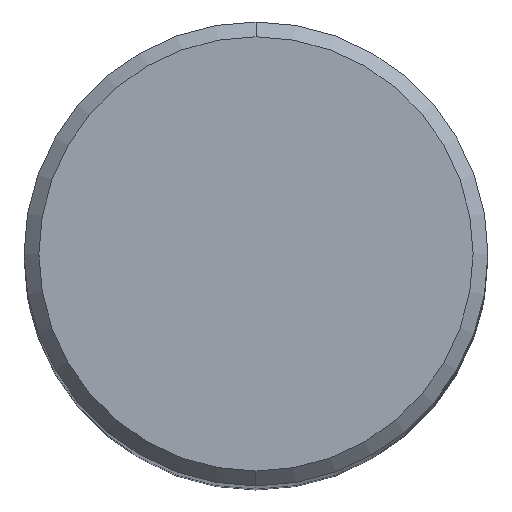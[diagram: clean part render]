
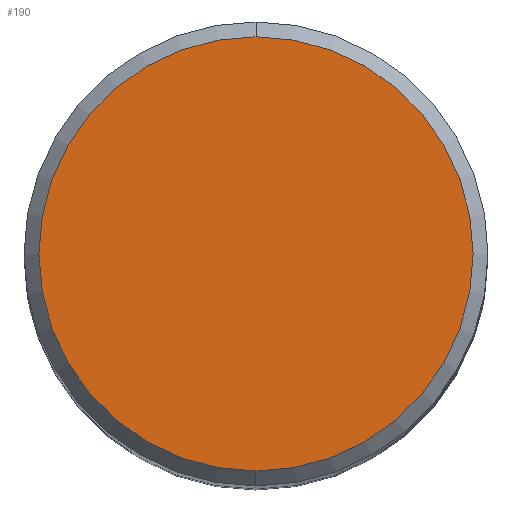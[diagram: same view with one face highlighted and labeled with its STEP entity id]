
A CAD part, top view. The second image highlights one B-rep face of the part: STEP entity #190.
In plain terms, the highlighted planar face has unit normal (0, 0, 1).
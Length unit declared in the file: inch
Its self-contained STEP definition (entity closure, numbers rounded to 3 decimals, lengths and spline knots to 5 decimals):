
#8 = DIRECTION ( 'NONE',  ( 0., 0., 1. ) ) ;
#20 = ORIENTED_EDGE ( 'NONE', *, *, #152, .T. ) ;
#23 = AXIS2_PLACEMENT_3D ( 'NONE', #89, #91, #223 ) ;
#80 = CIRCLE ( 'NONE', #407, 0.2925 ) ;
#89 = CARTESIAN_POINT ( 'NONE',  ( 0., 0., 0. ) ) ;
#91 = DIRECTION ( 'NONE',  ( 0., 0., 1. ) ) ;
#105 = DIRECTION ( 'NONE',  ( 0., 1., 0. ) ) ;
#130 = VERTEX_POINT ( 'NONE', #191 ) ;
#141 = DIRECTION ( 'NONE',  ( 0., -1., 0. ) ) ;
#152 = EDGE_CURVE ( 'NONE', #248, #130, #80, .T. ) ;
#153 = ORIENTED_EDGE ( 'NONE', *, *, #384, .T. ) ;
#158 = DIRECTION ( 'NONE',  ( 0., 0., -1. ) ) ;
#190 = ADVANCED_FACE ( 'NONE', ( #261 ), #287, .F. ) ;
#191 = CARTESIAN_POINT ( 'NONE',  ( 0., 0.2925, 0. ) ) ;
#199 = CIRCLE ( 'NONE', #23, 0.2925 ) ;
#222 = EDGE_LOOP ( 'NONE', ( #153, #20 ) ) ;
#223 = DIRECTION ( 'NONE',  ( 0., -1., 0. ) ) ;
#248 = VERTEX_POINT ( 'NONE', #249 ) ;
#249 = CARTESIAN_POINT ( 'NONE',  ( 0., -0.2925, 0. ) ) ;
#261 = FACE_OUTER_BOUND ( 'NONE', #222, .T. ) ;
#272 = AXIS2_PLACEMENT_3D ( 'NONE', #393, #158, #105 ) ;
#283 = CARTESIAN_POINT ( 'NONE',  ( 0., 0., 0. ) ) ;
#287 = PLANE ( 'NONE',  #272 ) ;
#384 = EDGE_CURVE ( 'NONE', #130, #248, #199, .T. ) ;
#393 = CARTESIAN_POINT ( 'NONE',  ( 0., 0.2925, 0. ) ) ;
#407 = AXIS2_PLACEMENT_3D ( 'NONE', #283, #8, #141 ) ;
